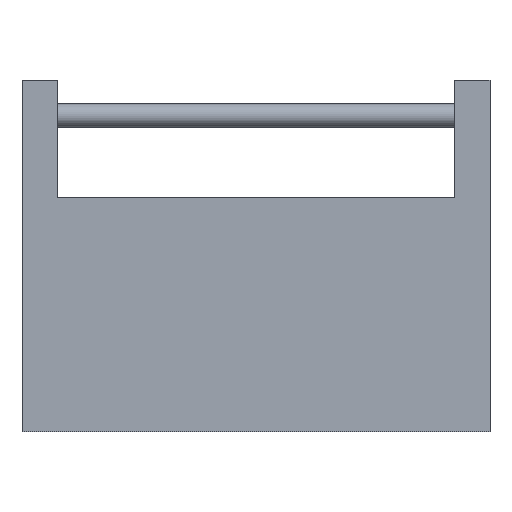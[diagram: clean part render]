
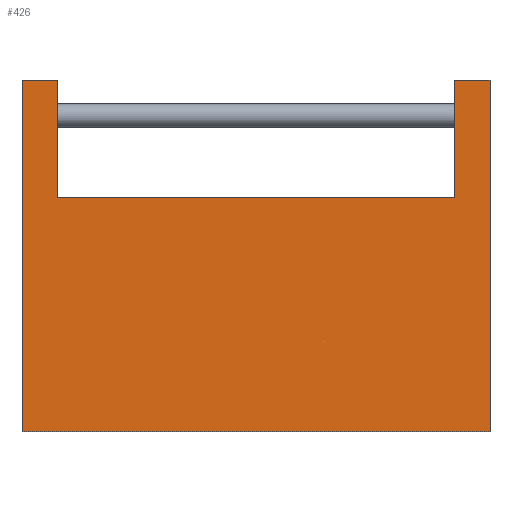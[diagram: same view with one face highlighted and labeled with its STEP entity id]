
A CAD part, front view. The second image highlights one B-rep face of the part: STEP entity #426.
In plain terms, the highlighted planar face has unit normal (0, -1, 0).
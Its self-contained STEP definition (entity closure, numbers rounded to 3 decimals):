
#17 = VECTOR ( 'NONE', #423, 1000. ) ;
#41 = VECTOR ( 'NONE', #361, 1000. ) ;
#54 = CARTESIAN_POINT ( 'NONE',  ( 185., 0., 50. ) ) ;
#58 = CARTESIAN_POINT ( 'NONE',  ( 15., 0., 50. ) ) ;
#66 = ORIENTED_EDGE ( 'NONE', *, *, #544, .F. ) ;
#72 = ORIENTED_EDGE ( 'NONE', *, *, #167, .F. ) ;
#75 = DIRECTION ( 'NONE',  ( 0., 0., -1. ) ) ;
#82 = LINE ( 'NONE', #177, #157 ) ;
#83 = ORIENTED_EDGE ( 'NONE', *, *, #471, .F. ) ;
#85 = EDGE_LOOP ( 'NONE', ( #246, #488, #298, #83, #66, #72, #531, #525 ) ) ;
#90 = LINE ( 'NONE', #386, #17 ) ;
#92 = DIRECTION ( 'NONE',  ( 0., 0., 1. ) ) ;
#96 = VECTOR ( 'NONE', #92, 1000. ) ;
#136 = VERTEX_POINT ( 'NONE', #513 ) ;
#137 = CARTESIAN_POINT ( 'NONE',  ( 0., 0., 0. ) ) ;
#141 = CARTESIAN_POINT ( 'NONE',  ( 200., 0., 50. ) ) ;
#157 = VECTOR ( 'NONE', #260, 1000. ) ;
#161 = CARTESIAN_POINT ( 'NONE',  ( 15., 0., 50. ) ) ;
#167 = EDGE_CURVE ( 'NONE', #313, #577, #275, .T. ) ;
#173 = DIRECTION ( 'NONE',  ( 0., -1., 0. ) ) ;
#177 = CARTESIAN_POINT ( 'NONE',  ( 200., 0., 0. ) ) ;
#189 = EDGE_CURVE ( 'NONE', #249, #313, #564, .T. ) ;
#200 = DIRECTION ( 'NONE',  ( 0., 0., 1. ) ) ;
#202 = LINE ( 'NONE', #54, #96 ) ;
#211 = CARTESIAN_POINT ( 'NONE',  ( 0., 0., -100. ) ) ;
#229 = VERTEX_POINT ( 'NONE', #432 ) ;
#246 = ORIENTED_EDGE ( 'NONE', *, *, #292, .F. ) ;
#249 = VERTEX_POINT ( 'NONE', #161 ) ;
#255 = LINE ( 'NONE', #211, #382 ) ;
#260 = DIRECTION ( 'NONE',  ( 0., 0., -1. ) ) ;
#266 = VERTEX_POINT ( 'NONE', #390 ) ;
#267 = CARTESIAN_POINT ( 'NONE',  ( 200., 0., -100. ) ) ;
#275 = LINE ( 'NONE', #415, #559 ) ;
#292 = EDGE_CURVE ( 'NONE', #136, #229, #566, .T. ) ;
#298 = ORIENTED_EDGE ( 'NONE', *, *, #403, .F. ) ;
#306 = DIRECTION ( 'NONE',  ( -1., 0., 0. ) ) ;
#312 = VECTOR ( 'NONE', #200, 1000. ) ;
#313 = VERTEX_POINT ( 'NONE', #383 ) ;
#352 = AXIS2_PLACEMENT_3D ( 'NONE', #137, #173, #75 ) ;
#359 = LINE ( 'NONE', #141, #41 ) ;
#361 = DIRECTION ( 'NONE',  ( 1., 0., 0. ) ) ;
#366 = DIRECTION ( 'NONE',  ( 0., 0., -1. ) ) ;
#375 = EDGE_CURVE ( 'NONE', #528, #136, #255, .T. ) ;
#382 = VECTOR ( 'NONE', #306, 1000. ) ;
#383 = CARTESIAN_POINT ( 'NONE',  ( 15., 0., 0. ) ) ;
#386 = CARTESIAN_POINT ( 'NONE',  ( 0., 0., 50. ) ) ;
#390 = CARTESIAN_POINT ( 'NONE',  ( 200., 0., 50. ) ) ;
#403 = EDGE_CURVE ( 'NONE', #266, #528, #82, .T. ) ;
#415 = CARTESIAN_POINT ( 'NONE',  ( 0., 0., 0. ) ) ;
#423 = DIRECTION ( 'NONE',  ( 1., 0., 0. ) ) ;
#426 = ADVANCED_FACE ( 'NONE', ( #493 ), #584, .T. ) ;
#432 = CARTESIAN_POINT ( 'NONE',  ( 0., 0., 50. ) ) ;
#462 = CARTESIAN_POINT ( 'NONE',  ( 185., 0., 0. ) ) ;
#467 = DIRECTION ( 'NONE',  ( 1., 0., 0. ) ) ;
#471 = EDGE_CURVE ( 'NONE', #538, #266, #359, .T. ) ;
#488 = ORIENTED_EDGE ( 'NONE', *, *, #375, .F. ) ;
#493 = FACE_OUTER_BOUND ( 'NONE', #85, .T. ) ;
#508 = CARTESIAN_POINT ( 'NONE',  ( 185., 0., 50. ) ) ;
#513 = CARTESIAN_POINT ( 'NONE',  ( 0., 0., -100. ) ) ;
#525 = ORIENTED_EDGE ( 'NONE', *, *, #535, .F. ) ;
#528 = VERTEX_POINT ( 'NONE', #267 ) ;
#531 = ORIENTED_EDGE ( 'NONE', *, *, #189, .F. ) ;
#535 = EDGE_CURVE ( 'NONE', #229, #249, #90, .T. ) ;
#538 = VERTEX_POINT ( 'NONE', #508 ) ;
#544 = EDGE_CURVE ( 'NONE', #577, #538, #202, .T. ) ;
#559 = VECTOR ( 'NONE', #467, 1000. ) ;
#564 = LINE ( 'NONE', #58, #597 ) ;
#566 = LINE ( 'NONE', #579, #312 ) ;
#577 = VERTEX_POINT ( 'NONE', #462 ) ;
#579 = CARTESIAN_POINT ( 'NONE',  ( 0., 0., 0. ) ) ;
#584 = PLANE ( 'NONE',  #352 ) ;
#597 = VECTOR ( 'NONE', #366, 1000. ) ;
